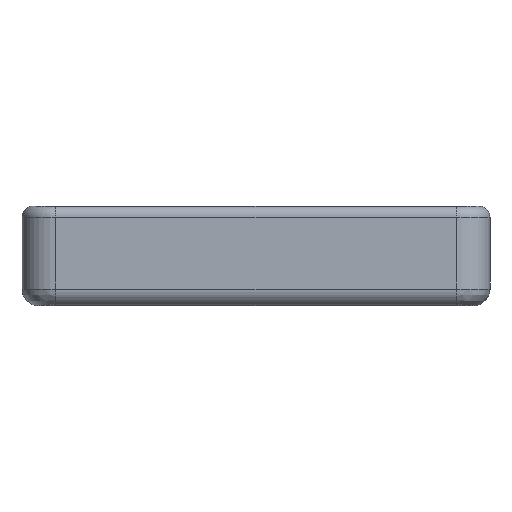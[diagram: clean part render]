
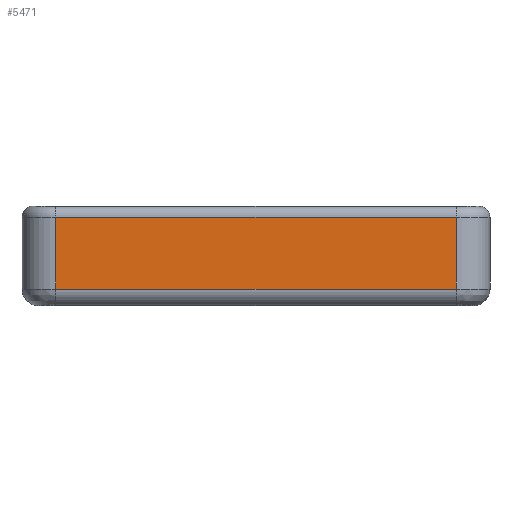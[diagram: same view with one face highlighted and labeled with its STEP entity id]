
A CAD part, left-side view. The second image highlights one B-rep face of the part: STEP entity #5471.
In plain terms, the highlighted planar face has unit normal (-1, 0, 0).
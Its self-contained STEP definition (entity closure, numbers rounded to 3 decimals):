
#254=PLANE('',#5889);
#537=FACE_OUTER_BOUND('',#830,.T.);
#830=EDGE_LOOP('',(#5116,#5117,#5118,#5119));
#851=LINE('',#7502,#1496);
#1472=LINE('',#9010,#2117);
#1476=LINE('',#9028,#2121);
#1477=LINE('',#9030,#2122);
#1496=VECTOR('',#5972,10.);
#2117=VECTOR('',#7333,10.);
#2121=VECTOR('',#7363,10.);
#2122=VECTOR('',#7366,10.);
#2268=VERTEX_POINT('',#7412);
#2281=VERTEX_POINT('',#7471);
#2756=VERTEX_POINT('',#8977);
#2765=VERTEX_POINT('',#9006);
#2809=EDGE_CURVE('',#2281,#2268,#851,.T.);
#3543=EDGE_CURVE('',#2765,#2756,#1472,.T.);
#3552=EDGE_CURVE('',#2281,#2756,#1476,.T.);
#3553=EDGE_CURVE('',#2268,#2765,#1477,.T.);
#5116=ORIENTED_EDGE('',*,*,#2809,.F.);
#5117=ORIENTED_EDGE('',*,*,#3552,.T.);
#5118=ORIENTED_EDGE('',*,*,#3543,.F.);
#5119=ORIENTED_EDGE('',*,*,#3553,.F.);
#5471=ADVANCED_FACE('',(#537),#254,.T.);
#5889=AXIS2_PLACEMENT_3D('',#9029,#7364,#7365);
#5972=DIRECTION('',(0.,1.,0.));
#7333=DIRECTION('',(0.,-1.,0.));
#7363=DIRECTION('',(0.,0.,1.));
#7364=DIRECTION('center_axis',(-1.,0.,0.));
#7365=DIRECTION('ref_axis',(0.,-1.,0.));
#7366=DIRECTION('',(0.,0.,1.));
#7412=CARTESIAN_POINT('',(37.3,-47.6,3.));
#7471=CARTESIAN_POINT('',(37.3,-119.1,3.));
#7502=CARTESIAN_POINT('',(37.3,-65.475,3.));
#8977=CARTESIAN_POINT('',(37.3,-119.1,15.8));
#9006=CARTESIAN_POINT('',(37.3,-47.6,15.8));
#9010=CARTESIAN_POINT('',(37.3,-65.475,15.8));
#9028=CARTESIAN_POINT('',(37.3,-119.1,0.));
#9029=CARTESIAN_POINT('Origin',(37.3,-47.6,0.));
#9030=CARTESIAN_POINT('',(37.3,-47.6,0.));
